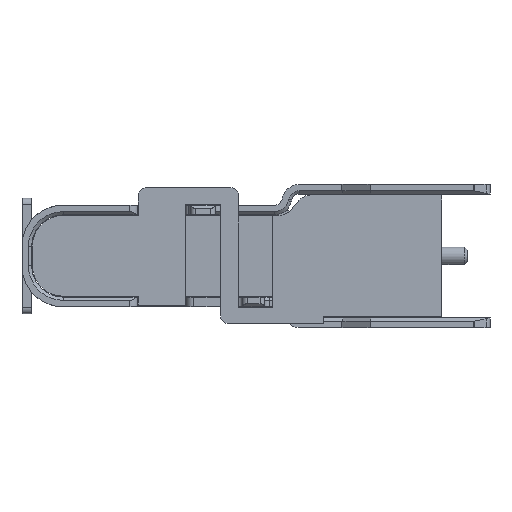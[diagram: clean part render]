
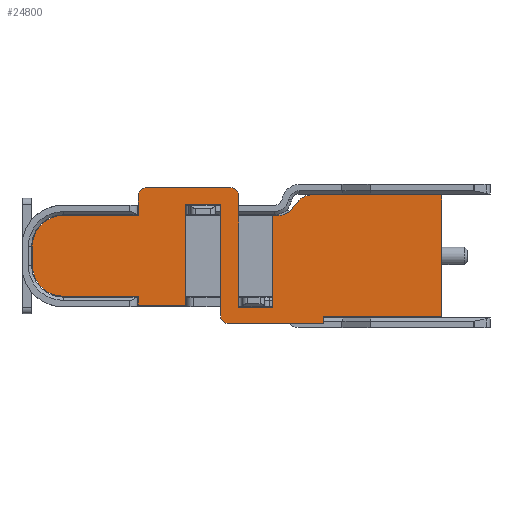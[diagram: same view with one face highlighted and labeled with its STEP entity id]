
A CAD part, left-side view. The second image highlights one B-rep face of the part: STEP entity #24800.
In plain terms, the highlighted planar face has unit normal (-1, 0, 0).
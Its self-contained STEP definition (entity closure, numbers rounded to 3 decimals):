
#4838=DIRECTION('',(0.,1.,0.));
#4839=VECTOR('',#4838,1.45);
#4840=CARTESIAN_POINT('',(-20.661,19.013,
-3.76));
#4841=LINE('',#4840,#4839);
#4915=CARTESIAN_POINT('',(-20.661,15.085,
-0.83));
#4916=DIRECTION('',(-1.,0.,0.));
#4917=DIRECTION('',(0.,0.,1.));
#4918=AXIS2_PLACEMENT_3D('',#4915,#4916,#4917);
#4920=DIRECTION('',(0.,1.,0.));
#4921=VECTOR('',#4920,4.068);
#4922=CARTESIAN_POINT('',(-20.661,11.017,
-0.33));
#4923=LINE('',#4922,#4921);
#4924=DIRECTION('',(0.,0.,1.));
#4925=VECTOR('',#4924,3.79);
#4926=CARTESIAN_POINT('',(-20.661,11.017,-4.12));
#4927=LINE('',#4926,#4925);
#4928=DIRECTION('',(0.,-1.,0.));
#4929=VECTOR('',#4928,3.674);
#4930=CARTESIAN_POINT('',(-20.661,14.691,-4.12));
#4931=LINE('',#4930,#4929);
#4932=DIRECTION('',(0.,0.,1.));
#4933=VECTOR('',#4932,0.22);
#4934=CARTESIAN_POINT('',(-20.661,14.691,-4.34));
#4935=LINE('',#4934,#4933);
#4936=DIRECTION('',(0.,-1.,0.));
#4937=VECTOR('',#4936,2.967);
#4938=CARTESIAN_POINT('',(-20.661,17.658,-4.34));
#4939=LINE('',#4938,#4937);
#4940=CARTESIAN_POINT('',(-20.661,17.658,-4.09));
#4941=DIRECTION('',(-1.,0.,0.));
#4942=DIRECTION('',(0.,1.,0.));
#4943=AXIS2_PLACEMENT_3D('',#4940,#4941,#4942);
#4945=DIRECTION('',(0.,0.,-1.));
#4946=VECTOR('',#4945,3.47);
#4947=CARTESIAN_POINT('',(-20.661,17.908,
-0.62));
#4948=LINE('',#4947,#4946);
#4949=DIRECTION('',(0.,-1.,0.));
#4950=VECTOR('',#4949,1.105);
#4951=CARTESIAN_POINT('',(-20.661,19.013,
-0.62));
#4952=LINE('',#4951,#4950);
#4953=DIRECTION('',(0.,0.,1.));
#4954=VECTOR('',#4953,3.14);
#4955=CARTESIAN_POINT('',(-20.661,19.013,
-3.76));
#4956=LINE('',#4955,#4954);
#4957=DIRECTION('',(0.,0.,-1.));
#4958=VECTOR('',#4957,0.28);
#4959=CARTESIAN_POINT('',(-20.661,20.463,-3.48));
#4960=LINE('',#4959,#4958);
#4961=DIRECTION('',(0.,-1.,0.));
#4962=VECTOR('',#4961,2.35);
#4963=CARTESIAN_POINT('',(-20.661,22.813,-3.48));
#4964=LINE('',#4963,#4962);
#4965=CARTESIAN_POINT('',(-20.661,22.813,-2.53));
#4966=DIRECTION('',(-1.,0.,0.));
#4967=DIRECTION('',(0.,1.,0.));
#4968=AXIS2_PLACEMENT_3D('',#4965,#4966,#4967);
#4970=DIRECTION('',(0.,0.,-1.));
#4971=VECTOR('',#4970,0.61);
#4972=CARTESIAN_POINT('',(-20.661,23.763,
-1.92));
#4973=LINE('',#4972,#4971);
#4974=CARTESIAN_POINT('',(-20.661,22.813,-1.92));
#4975=DIRECTION('',(-1.,0.,0.));
#4976=DIRECTION('',(0.,0.,1.));
#4977=AXIS2_PLACEMENT_3D('',#4974,#4975,#4976);
#4979=DIRECTION('',(0.,1.,0.));
#4980=VECTOR('',#4979,2.35);
#4981=CARTESIAN_POINT('',(-20.661,20.463,
-0.97));
#4982=LINE('',#4981,#4980);
#4983=DIRECTION('',(0.,0.,-1.));
#4984=VECTOR('',#4983,0.615);
#4985=CARTESIAN_POINT('',(-20.661,20.463,
-0.355));
#4986=LINE('',#4985,#4984);
#4987=CARTESIAN_POINT('',(-20.661,20.213,
-0.355));
#4988=DIRECTION('',(-1.,0.,0.));
#4989=DIRECTION('',(0.,0.,1.));
#4990=AXIS2_PLACEMENT_3D('',#4987,#4988,#4989);
#4992=DIRECTION('',(0.,1.,0.));
#4993=VECTOR('',#4992,2.625);
#4994=CARTESIAN_POINT('',(-20.661,17.588,
-0.105));
#4995=LINE('',#4994,#4993);
#4996=CARTESIAN_POINT('',(-20.661,17.588,
-0.355));
#4997=DIRECTION('',(-1.,0.,0.));
#4998=DIRECTION('',(0.,-1.,0.));
#4999=AXIS2_PLACEMENT_3D('',#4996,#4997,#4998);
#5001=DIRECTION('',(0.,0.,1.));
#5002=VECTOR('',#5001,3.485);
#5003=CARTESIAN_POINT('',(-20.661,17.338,-3.84));
#5004=LINE('',#5003,#5002);
#5005=DIRECTION('',(0.,1.,0.));
#5006=VECTOR('',#5005,1.06);
#5007=CARTESIAN_POINT('',(-20.661,16.278,-3.84));
#5008=LINE('',#5007,#5006);
#5009=DIRECTION('',(0.,0.,-1.));
#5010=VECTOR('',#5009,2.87);
#5011=CARTESIAN_POINT('',(-20.661,16.278,
-0.97));
#5012=LINE('',#5011,#5010);
#5013=DIRECTION('',(0.,1.,0.));
#5014=VECTOR('',#5013,0.19);
#5015=CARTESIAN_POINT('',(-20.661,16.088,
-0.97));
#5016=LINE('',#5015,#5014);
#5017=CARTESIAN_POINT('',(-20.661,16.088,
-0.47));
#5018=DIRECTION('',(1.,0.,0.));
#5019=DIRECTION('',(0.,-0.766,-0.643));
#5020=AXIS2_PLACEMENT_3D('',#5017,#5018,#5019);
#5022=DIRECTION('',(0.,0.643,-0.766));
#5023=VECTOR('',#5022,0.369);
#5024=CARTESIAN_POINT('',(-20.661,15.468,
-0.509));
#5025=LINE('',#5024,#5023);
#13023=CARTESIAN_POINT('',(-20.661,15.705,
-0.791));
#13025=VERTEX_POINT('',#13023);
#13027=CARTESIAN_POINT('',(-20.661,15.468,
-0.509));
#13028=VERTEX_POINT('',#13027);
#13137=CARTESIAN_POINT('',(-20.661,20.463,
-0.97));
#13138=VERTEX_POINT('',#13137);
#13139=CARTESIAN_POINT('',(-20.661,20.463,
-0.355));
#13140=VERTEX_POINT('',#13139);
#13149=CARTESIAN_POINT('',(-20.661,16.088,
-0.97));
#13150=VERTEX_POINT('',#13149);
#13221=CARTESIAN_POINT('',(-20.661,15.085,
-0.33));
#13222=VERTEX_POINT('',#13221);
#13225=CARTESIAN_POINT('',(-20.661,22.813,
-0.97));
#13227=VERTEX_POINT('',#13225);
#13231=CARTESIAN_POINT('',(-20.661,23.763,
-1.92));
#13232=VERTEX_POINT('',#13231);
#13273=CARTESIAN_POINT('',(-20.661,20.463,
-3.76));
#13275=VERTEX_POINT('',#13273);
#13278=CARTESIAN_POINT('',(-20.661,19.013,
-3.76));
#13280=VERTEX_POINT('',#13278);
#13281=CARTESIAN_POINT('',(-20.661,11.017,-4.12));
#13282=VERTEX_POINT('',#13281);
#13283=CARTESIAN_POINT('',(-20.661,11.017,
-0.33));
#13284=VERTEX_POINT('',#13283);
#13285=CARTESIAN_POINT('',(-20.661,14.691,-4.12));
#13286=VERTEX_POINT('',#13285);
#13287=CARTESIAN_POINT('',(-20.661,14.691,-4.34));
#13288=VERTEX_POINT('',#13287);
#13289=CARTESIAN_POINT('',(-20.661,17.658,-4.34));
#13290=VERTEX_POINT('',#13289);
#13291=CARTESIAN_POINT('',(-20.661,17.908,-4.09));
#13292=VERTEX_POINT('',#13291);
#13293=CARTESIAN_POINT('',(-20.661,17.908,
-0.62));
#13294=VERTEX_POINT('',#13293);
#13295=CARTESIAN_POINT('',(-20.661,19.013,
-0.62));
#13296=VERTEX_POINT('',#13295);
#13299=CARTESIAN_POINT('',(-20.661,16.278,
-0.97));
#13300=VERTEX_POINT('',#13299);
#13301=CARTESIAN_POINT('',(-20.661,20.213,
-0.105));
#13302=VERTEX_POINT('',#13301);
#13303=CARTESIAN_POINT('',(-20.661,17.588,
-0.105));
#13304=VERTEX_POINT('',#13303);
#13305=CARTESIAN_POINT('',(-20.661,17.338,
-0.355));
#13306=VERTEX_POINT('',#13305);
#13307=CARTESIAN_POINT('',(-20.661,17.338,-3.84));
#13308=VERTEX_POINT('',#13307);
#13309=CARTESIAN_POINT('',(-20.661,16.278,-3.84));
#13310=VERTEX_POINT('',#13309);
#13311=CARTESIAN_POINT('',(-20.661,23.763,
-2.53));
#13312=VERTEX_POINT('',#13311);
#13373=CARTESIAN_POINT('',(-20.661,20.463,-3.48));
#13374=VERTEX_POINT('',#13373);
#13375=CARTESIAN_POINT('',(-20.661,22.813,-3.48));
#13376=VERTEX_POINT('',#13375);
#24745=CARTESIAN_POINT('',(-20.661,23.063,-2.005));
#24746=DIRECTION('',(1.,0.,0.));
#24747=DIRECTION('',(0.,-1.,0.));
#24748=AXIS2_PLACEMENT_3D('',#24745,#24746,#24747);
#24749=PLANE('',#24748);
#24751=ORIENTED_EDGE('',*,*,#24750,.F.);
#24753=ORIENTED_EDGE('',*,*,#24752,.F.);
#24755=ORIENTED_EDGE('',*,*,#24754,.F.);
#24757=ORIENTED_EDGE('',*,*,#24756,.F.);
#24759=ORIENTED_EDGE('',*,*,#24758,.F.);
#24761=ORIENTED_EDGE('',*,*,#24760,.F.);
#24762=ORIENTED_EDGE('',*,*,#24729,.F.);
#24763=ORIENTED_EDGE('',*,*,#24711,.F.);
#24765=ORIENTED_EDGE('',*,*,#24764,.F.);
#24766=ORIENTED_EDGE('',*,*,#24652,.F.);
#24767=ORIENTED_EDGE('',*,*,#24559,.T.);
#24769=ORIENTED_EDGE('',*,*,#24768,.F.);
#24771=ORIENTED_EDGE('',*,*,#24770,.F.);
#24773=ORIENTED_EDGE('',*,*,#24772,.F.);
#24775=ORIENTED_EDGE('',*,*,#24774,.F.);
#24777=ORIENTED_EDGE('',*,*,#24776,.F.);
#24778=ORIENTED_EDGE('',*,*,#19480,.F.);
#24780=ORIENTED_EDGE('',*,*,#24779,.F.);
#24782=ORIENTED_EDGE('',*,*,#24781,.F.);
#24784=ORIENTED_EDGE('',*,*,#24783,.F.);
#24786=ORIENTED_EDGE('',*,*,#24785,.F.);
#24788=ORIENTED_EDGE('',*,*,#24787,.F.);
#24790=ORIENTED_EDGE('',*,*,#24789,.F.);
#24792=ORIENTED_EDGE('',*,*,#24791,.F.);
#24793=ORIENTED_EDGE('',*,*,#19456,.F.);
#24795=ORIENTED_EDGE('',*,*,#24794,.F.);
#24797=ORIENTED_EDGE('',*,*,#24796,.F.);
#24798=EDGE_LOOP('',(#24751,#24753,#24755,#24757,#24759,#24761,#24762,#24763,
#24765,#24766,#24767,#24769,#24771,#24773,#24775,#24777,#24778,#24780,#24782,
#24784,#24786,#24788,#24790,#24792,#24793,#24795,#24797));
#24799=FACE_OUTER_BOUND('',#24798,.F.);
#4919=CIRCLE('',#4918,0.5);
#4944=CIRCLE('',#4943,0.25);
#4969=CIRCLE('',#4968,0.95);
#4978=CIRCLE('',#4977,0.95);
#4991=CIRCLE('',#4990,0.25);
#5000=CIRCLE('',#4999,0.25);
#5021=CIRCLE('',#5020,0.5);
#19456=EDGE_CURVE('',#13150,#13300,#5016,.T.);
#19480=EDGE_CURVE('',#13138,#13227,#4982,.T.);
#24559=EDGE_CURVE('',#13280,#13275,#4841,.T.);
#24652=EDGE_CURVE('',#13280,#13296,#4956,.T.);
#24711=EDGE_CURVE('',#13294,#13292,#4948,.T.);
#24729=EDGE_CURVE('',#13292,#13290,#4944,.T.);
#24750=EDGE_CURVE('',#13222,#13028,#4919,.T.);
#24752=EDGE_CURVE('',#13284,#13222,#4923,.T.);
#24754=EDGE_CURVE('',#13282,#13284,#4927,.T.);
#24756=EDGE_CURVE('',#13286,#13282,#4931,.T.);
#24758=EDGE_CURVE('',#13288,#13286,#4935,.T.);
#24760=EDGE_CURVE('',#13290,#13288,#4939,.T.);
#24764=EDGE_CURVE('',#13296,#13294,#4952,.T.);
#24768=EDGE_CURVE('',#13374,#13275,#4960,.T.);
#24770=EDGE_CURVE('',#13376,#13374,#4964,.T.);
#24772=EDGE_CURVE('',#13312,#13376,#4969,.T.);
#24774=EDGE_CURVE('',#13232,#13312,#4973,.T.);
#24776=EDGE_CURVE('',#13227,#13232,#4978,.T.);
#24779=EDGE_CURVE('',#13140,#13138,#4986,.T.);
#24781=EDGE_CURVE('',#13302,#13140,#4991,.T.);
#24783=EDGE_CURVE('',#13304,#13302,#4995,.T.);
#24785=EDGE_CURVE('',#13306,#13304,#5000,.T.);
#24787=EDGE_CURVE('',#13308,#13306,#5004,.T.);
#24789=EDGE_CURVE('',#13310,#13308,#5008,.T.);
#24791=EDGE_CURVE('',#13300,#13310,#5012,.T.);
#24794=EDGE_CURVE('',#13025,#13150,#5021,.T.);
#24796=EDGE_CURVE('',#13028,#13025,#5025,.T.);
#24800=ADVANCED_FACE('',(#24799),#24749,.F.);
